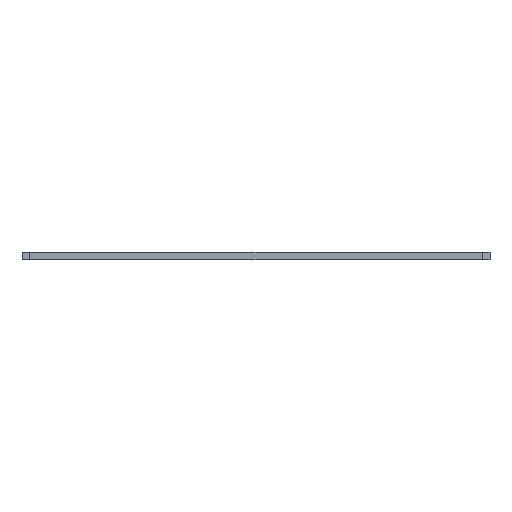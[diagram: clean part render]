
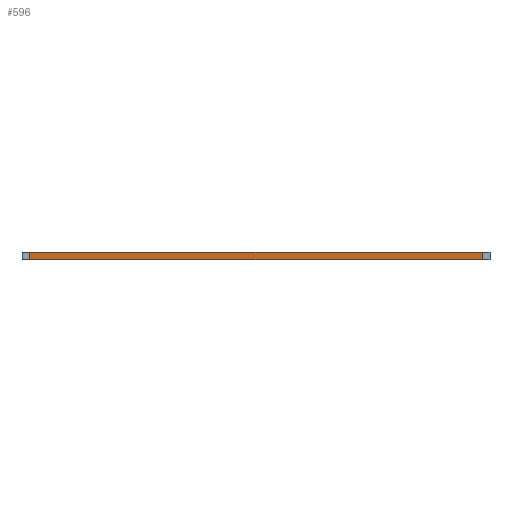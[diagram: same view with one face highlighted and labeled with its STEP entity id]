
A CAD part, front view. The second image highlights one B-rep face of the part: STEP entity #596.
In plain terms, the highlighted planar face has unit normal (0, -1, 0).
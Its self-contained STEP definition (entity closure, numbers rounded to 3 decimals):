
#572 = VERTEX_POINT('',#573);
#573 = CARTESIAN_POINT('',(-10.,-17.,-92.));
#578 = EDGE_CURVE('',#579,#572,#581,.T.);
#579 = VERTEX_POINT('',#580);
#580 = CARTESIAN_POINT('',(-10.,-17.,-95.));
#581 = LINE('',#582,#583);
#582 = CARTESIAN_POINT('',(-10.,-17.,-95.));
#583 = VECTOR('',#584,1.);
#584 = DIRECTION('',(0.,0.,1.));
#596 = ADVANCED_FACE('',(#597),#622,.F.);
#597 = FACE_BOUND('',#598,.F.);
#598 = EDGE_LOOP('',(#599,#600,#608,#616));
#599 = ORIENTED_EDGE('',*,*,#578,.T.);
#600 = ORIENTED_EDGE('',*,*,#601,.T.);
#601 = EDGE_CURVE('',#572,#602,#604,.T.);
#602 = VERTEX_POINT('',#603);
#603 = CARTESIAN_POINT('',(164.,-17.,-92.));
#604 = LINE('',#605,#606);
#605 = CARTESIAN_POINT('',(-10.,-17.,-92.));
#606 = VECTOR('',#607,1.);
#607 = DIRECTION('',(1.,0.,0.));
#608 = ORIENTED_EDGE('',*,*,#609,.F.);
#609 = EDGE_CURVE('',#610,#602,#612,.T.);
#610 = VERTEX_POINT('',#611);
#611 = CARTESIAN_POINT('',(164.,-17.,-95.));
#612 = LINE('',#613,#614);
#613 = CARTESIAN_POINT('',(164.,-17.,-95.));
#614 = VECTOR('',#615,1.);
#615 = DIRECTION('',(0.,0.,1.));
#616 = ORIENTED_EDGE('',*,*,#617,.F.);
#617 = EDGE_CURVE('',#579,#610,#618,.T.);
#618 = LINE('',#619,#620);
#619 = CARTESIAN_POINT('',(-10.,-17.,-95.));
#620 = VECTOR('',#621,1.);
#621 = DIRECTION('',(1.,0.,0.));
#622 = PLANE('',#623);
#623 = AXIS2_PLACEMENT_3D('',#624,#625,#626);
#624 = CARTESIAN_POINT('',(-10.,-17.,-95.));
#625 = DIRECTION('',(0.,1.,0.));
#626 = DIRECTION('',(1.,0.,0.));
